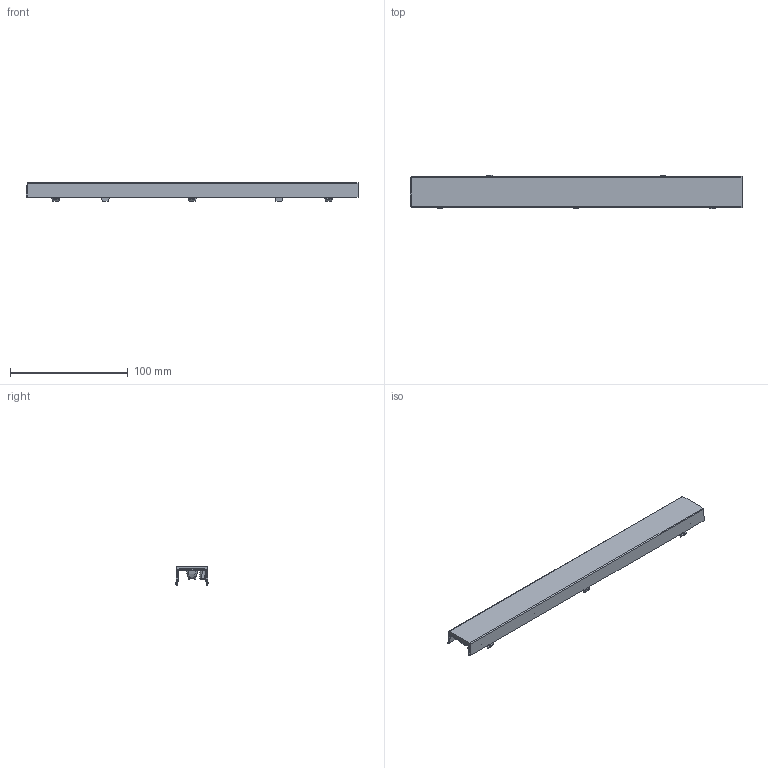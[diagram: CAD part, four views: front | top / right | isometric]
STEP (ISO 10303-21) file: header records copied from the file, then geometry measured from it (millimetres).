
FILE_DESCRIPTION((''),'2;1');
FILE_NAME('L26-3D','2021-09-30T15:56:01',('Administrator'),(''),'CREO PARAMETRIC BY PTC INC, 2017110','CREO PARAMETRIC BY PTC INC, 2017110','');
FILE_SCHEMA(('CONFIG_CONTROL_DESIGN'));
Length unit declared in the file: millimetre
Products named in the file (1): L26-3D
Bounding box: 282.08 x 28.59 x 15.93 mm (x, y, z)
Volume: 36495.8 mm3; surface area: 32347.8 mm2
Topology: 1 solids, 1 shells, 618 faces, 1761 edges, 1143 vertices
Faces by surface type: plane 235, cylinder 112, bspline 106, extrusion 96, revolution 48, cone 21
Entity records: 31198 total; most frequent: CARTESIAN_POINT 17573, ORIENTED_EDGE 3426, EDGE_CURVE 1713, DIRECTION 1697, VERTEX_POINT 1143, B_SPLINE_CURVE_WITH_KNOTS 1084, VECTOR 825, LINE 729
